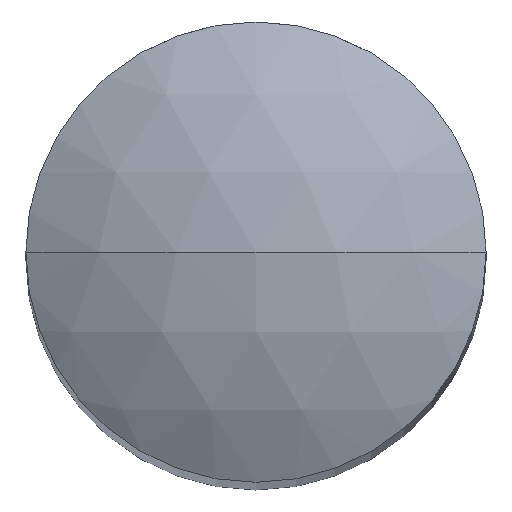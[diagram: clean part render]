
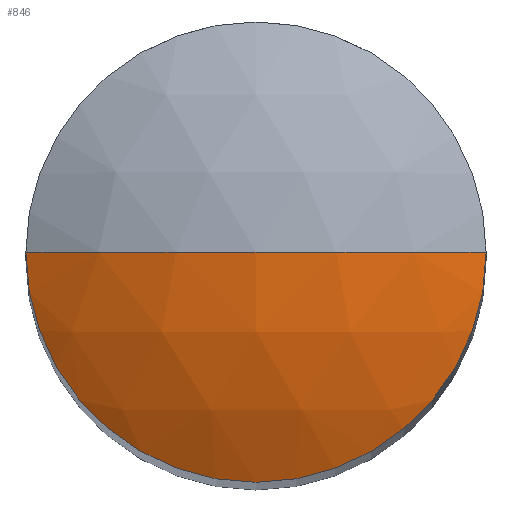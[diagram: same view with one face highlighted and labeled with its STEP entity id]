
A CAD part, top view. The second image highlights one B-rep face of the part: STEP entity #846.
In plain terms, the highlighted spherical face has radius 8 mm.
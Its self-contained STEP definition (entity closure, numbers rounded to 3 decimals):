
#36 = DIRECTION ( 'NONE',  ( -1., 0., 0. ) ) ;
#44 = VERTEX_POINT ( 'NONE', #597 ) ;
#117 = CARTESIAN_POINT ( 'NONE',  ( 0., 0., 40. ) ) ;
#120 = EDGE_CURVE ( 'NONE', #818, #44, #410, .T. ) ;
#129 = EDGE_CURVE ( 'NONE', #818, #223, #749, .T. ) ;
#148 = EDGE_CURVE ( 'NONE', #44, #223, #191, .T. ) ;
#191 = CIRCLE ( 'NONE', #785, 4. ) ;
#223 = VERTEX_POINT ( 'NONE', #556 ) ;
#250 = AXIS2_PLACEMENT_3D ( 'NONE', #584, #580, #574 ) ;
#251 = ORIENTED_EDGE ( 'NONE', *, *, #148, .F. ) ;
#268 = CARTESIAN_POINT ( 'NONE',  ( 0., 0., 32. ) ) ;
#296 = EDGE_LOOP ( 'NONE', ( #309, #803, #251 ) ) ;
#309 = ORIENTED_EDGE ( 'NONE', *, *, #120, .F. ) ;
#351 = DIRECTION ( 'NONE',  ( 1., 0., 0. ) ) ;
#387 = FACE_OUTER_BOUND ( 'NONE', #296, .T. ) ;
#410 = CIRCLE ( 'NONE', #839, 8. ) ;
#482 = DIRECTION ( 'NONE',  ( 0., 0., -1. ) ) ;
#556 = CARTESIAN_POINT ( 'NONE',  ( -4., 0., 38.928 ) ) ;
#574 = DIRECTION ( 'NONE',  ( 1., 0., 0. ) ) ;
#580 = DIRECTION ( 'NONE',  ( 0., -1., 0. ) ) ;
#584 = CARTESIAN_POINT ( 'NONE',  ( 0., 0., 32. ) ) ;
#597 = CARTESIAN_POINT ( 'NONE',  ( 4., 0., 38.928 ) ) ;
#608 = DIRECTION ( 'NONE',  ( 0., -1., 0. ) ) ;
#706 = DIRECTION ( 'NONE',  ( 0., 0., 1. ) ) ;
#745 = AXIS2_PLACEMENT_3D ( 'NONE', #268, #608, #351 ) ;
#749 = CIRCLE ( 'NONE', #250, 8. ) ;
#760 = DIRECTION ( 'NONE',  ( 0., 1., 0. ) ) ;
#763 = CARTESIAN_POINT ( 'NONE',  ( 0., 0., 32. ) ) ;
#785 = AXIS2_PLACEMENT_3D ( 'NONE', #845, #482, #36 ) ;
#803 = ORIENTED_EDGE ( 'NONE', *, *, #129, .T. ) ;
#818 = VERTEX_POINT ( 'NONE', #117 ) ;
#839 = AXIS2_PLACEMENT_3D ( 'NONE', #763, #760, #706 ) ;
#845 = CARTESIAN_POINT ( 'NONE',  ( 0., 0., 38.928 ) ) ;
#846 = ADVANCED_FACE ( 'NONE', ( #387 ), #858, .T. ) ;
#858 = SPHERICAL_SURFACE ( 'NONE', #745, 8. ) ;
